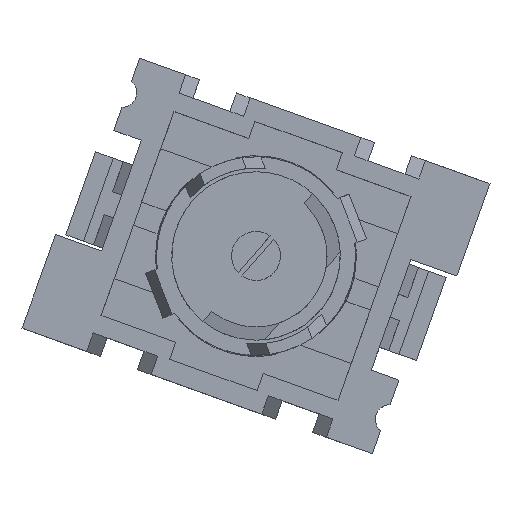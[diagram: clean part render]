
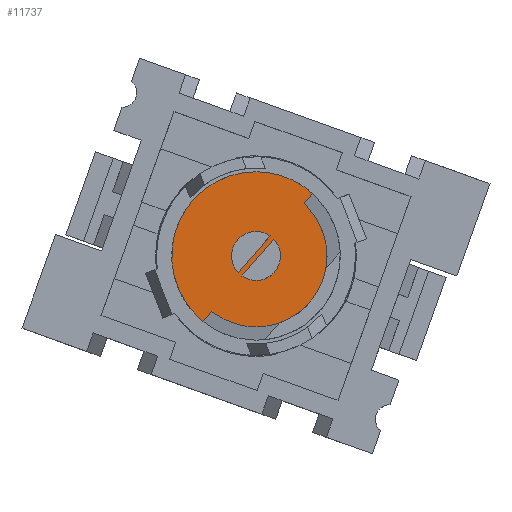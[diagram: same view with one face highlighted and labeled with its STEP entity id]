
A CAD part, top view. The second image highlights one B-rep face of the part: STEP entity #11737.
In plain terms, the highlighted planar face has unit normal (0, 0, 1).
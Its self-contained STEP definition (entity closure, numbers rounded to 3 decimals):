
#170 = VERTEX_POINT ( 'NONE', #10763 ) ;
#293 = VERTEX_POINT ( 'NONE', #7865 ) ;
#643 = VERTEX_POINT ( 'NONE', #7606 ) ;
#871 = DIRECTION ( 'NONE',  ( 0., -1., 0. ) ) ;
#887 = ORIENTED_EDGE ( 'NONE', *, *, #2187, .T. ) ;
#922 = CARTESIAN_POINT ( 'NONE',  ( 0., 0., 16.7 ) ) ;
#931 = LINE ( 'NONE', #3851, #4101 ) ;
#1120 = EDGE_CURVE ( 'NONE', #7454, #643, #7137, .T. ) ;
#1423 = AXIS2_PLACEMENT_3D ( 'NONE', #9550, #7513, #6396 ) ;
#1468 = EDGE_LOOP ( 'NONE', ( #4893, #8715 ) ) ;
#1513 = EDGE_LOOP ( 'NONE', ( #887, #8183, #5965, #3645, #9808, #12735 ) ) ;
#1519 = ORIENTED_EDGE ( 'NONE', *, *, #2242, .T. ) ;
#2049 = DIRECTION ( 'NONE',  ( 0., 0., 1. ) ) ;
#2187 = EDGE_CURVE ( 'NONE', #7454, #170, #5407, .T. ) ;
#2195 = CARTESIAN_POINT ( 'NONE',  ( 4.91, 5.334, 16.7 ) ) ;
#2219 = CARTESIAN_POINT ( 'NONE',  ( 1.431, 2.05, 16.7 ) ) ;
#2242 = EDGE_CURVE ( 'NONE', #10096, #293, #931, .T. ) ;
#2586 = EDGE_CURVE ( 'NONE', #8320, #8345, #9665, .T. ) ;
#2740 = DIRECTION ( 'NONE',  ( 0., 0., -1. ) ) ;
#2747 = DIRECTION ( 'NONE',  ( 0.652, 0.759, 0. ) ) ;
#2870 = CARTESIAN_POINT ( 'NONE',  ( -5.411, -6.684, 16.7 ) ) ;
#3247 = AXIS2_PLACEMENT_3D ( 'NONE', #8626, #2740, #9706 ) ;
#3645 = ORIENTED_EDGE ( 'NONE', *, *, #10542, .T. ) ;
#3680 = LINE ( 'NONE', #7366, #10167 ) ;
#3765 = EDGE_CURVE ( 'NONE', #9280, #12357, #10168, .T. ) ;
#3851 = CARTESIAN_POINT ( 'NONE',  ( -1.431, -2.05, 16.7 ) ) ;
#4101 = VECTOR ( 'NONE', #2747, 1000. ) ;
#4341 = CIRCLE ( 'NONE', #1423, 8.6 ) ;
#4893 = ORIENTED_EDGE ( 'NONE', *, *, #2586, .T. ) ;
#5103 = PLANE ( 'NONE',  #11130 ) ;
#5188 = DIRECTION ( 'NONE',  ( 0., 0., 1. ) ) ;
#5219 = AXIS2_PLACEMENT_3D ( 'NONE', #12036, #7059, #11103 ) ;
#5303 = CARTESIAN_POINT ( 'NONE',  ( 0., 0., 16.7 ) ) ;
#5407 = LINE ( 'NONE', #2870, #13169 ) ;
#5895 = DIRECTION ( 'NONE',  ( 0.652, 0.759, 0. ) ) ;
#5965 = ORIENTED_EDGE ( 'NONE', *, *, #3765, .T. ) ;
#6061 = VERTEX_POINT ( 'NONE', #12088 ) ;
#6170 = EDGE_CURVE ( 'NONE', #643, #11246, #4341, .T. ) ;
#6245 = DIRECTION ( 'NONE',  ( 1., 0., 0. ) ) ;
#6396 = DIRECTION ( 'NONE',  ( 0., 1., 0. ) ) ;
#6407 = DIRECTION ( 'NONE',  ( 0., 0., 1. ) ) ;
#6584 = FACE_BOUND ( 'NONE', #7997, .T. ) ;
#6781 = CARTESIAN_POINT ( 'NONE',  ( -1.431, -2.05, 16.7 ) ) ;
#7059 = DIRECTION ( 'NONE',  ( 0., 0., -1. ) ) ;
#7137 = CIRCLE ( 'NONE', #5219, 8.6 ) ;
#7167 = CARTESIAN_POINT ( 'NONE',  ( -1.81, -1.724, 16.7 ) ) ;
#7294 = CIRCLE ( 'NONE', #8616, 2.5 ) ;
#7366 = CARTESIAN_POINT ( 'NONE',  ( 4.91, 5.334, 16.7 ) ) ;
#7382 = DIRECTION ( 'NONE',  ( 0., -1., 0. ) ) ;
#7454 = VERTEX_POINT ( 'NONE', #12432 ) ;
#7471 = CARTESIAN_POINT ( 'NONE',  ( 5.79, 6.359, 16.7 ) ) ;
#7513 = DIRECTION ( 'NONE',  ( 0., 0., -1. ) ) ;
#7554 = AXIS2_PLACEMENT_3D ( 'NONE', #5303, #6407, #8416 ) ;
#7606 = CARTESIAN_POINT ( 'NONE',  ( 0., 8.6, 16.7 ) ) ;
#7834 = DIRECTION ( 'NONE',  ( -0.652, -0.759, 0. ) ) ;
#7865 = CARTESIAN_POINT ( 'NONE',  ( 1.81, 1.724, 16.7 ) ) ;
#7997 = EDGE_LOOP ( 'NONE', ( #1519, #11690, #9560 ) ) ;
#8008 = FACE_BOUND ( 'NONE', #1468, .T. ) ;
#8171 = DIRECTION ( 'NONE',  ( 0., -1., 0. ) ) ;
#8183 = ORIENTED_EDGE ( 'NONE', *, *, #10692, .T. ) ;
#8320 = VERTEX_POINT ( 'NONE', #7167 ) ;
#8345 = VERTEX_POINT ( 'NONE', #2219 ) ;
#8416 = DIRECTION ( 'NONE',  ( 0., -1., 0. ) ) ;
#8616 = AXIS2_PLACEMENT_3D ( 'NONE', #9277, #11282, #8171 ) ;
#8626 = CARTESIAN_POINT ( 'NONE',  ( 0., 0., 16.7 ) ) ;
#8715 = ORIENTED_EDGE ( 'NONE', *, *, #8916, .T. ) ;
#8754 = EDGE_CURVE ( 'NONE', #6061, #10096, #7294, .T. ) ;
#8916 = EDGE_CURVE ( 'NONE', #8345, #8320, #10632, .T. ) ;
#9277 = CARTESIAN_POINT ( 'NONE',  ( 0., 0., 16.7 ) ) ;
#9280 = VERTEX_POINT ( 'NONE', #11823 ) ;
#9377 = CARTESIAN_POINT ( 'NONE',  ( 0., 0., 16.7 ) ) ;
#9393 = AXIS2_PLACEMENT_3D ( 'NONE', #9377, #10489, #7382 ) ;
#9550 = CARTESIAN_POINT ( 'NONE',  ( 0., 0., 16.7 ) ) ;
#9560 = ORIENTED_EDGE ( 'NONE', *, *, #8754, .T. ) ;
#9665 = CIRCLE ( 'NONE', #3247, 2.5 ) ;
#9669 = AXIS2_PLACEMENT_3D ( 'NONE', #922, #2049, #871 ) ;
#9706 = DIRECTION ( 'NONE',  ( 0., -1., 0. ) ) ;
#9714 = EDGE_CURVE ( 'NONE', #293, #6061, #10604, .T. ) ;
#9808 = ORIENTED_EDGE ( 'NONE', *, *, #6170, .F. ) ;
#9960 = CARTESIAN_POINT ( 'NONE',  ( 1.431, 2.05, 16.7 ) ) ;
#10096 = VERTEX_POINT ( 'NONE', #6781 ) ;
#10167 = VECTOR ( 'NONE', #12517, 1000. ) ;
#10168 = CIRCLE ( 'NONE', #9669, 7.25 ) ;
#10489 = DIRECTION ( 'NONE',  ( 0., 0., -1. ) ) ;
#10496 = CIRCLE ( 'NONE', #7554, 7.25 ) ;
#10542 = EDGE_CURVE ( 'NONE', #12357, #11246, #3680, .T. ) ;
#10604 = CIRCLE ( 'NONE', #9393, 2.5 ) ;
#10632 = LINE ( 'NONE', #9960, #12857 ) ;
#10692 = EDGE_CURVE ( 'NONE', #170, #9280, #10496, .T. ) ;
#10763 = CARTESIAN_POINT ( 'NONE',  ( -4.531, -5.66, 16.7 ) ) ;
#11103 = DIRECTION ( 'NONE',  ( 0., 1., 0. ) ) ;
#11130 = AXIS2_PLACEMENT_3D ( 'NONE', #11258, #5188, #6245 ) ;
#11246 = VERTEX_POINT ( 'NONE', #7471 ) ;
#11258 = CARTESIAN_POINT ( 'NONE',  ( 12.419, 14.461, 16.7 ) ) ;
#11282 = DIRECTION ( 'NONE',  ( 0., 0., -1. ) ) ;
#11690 = ORIENTED_EDGE ( 'NONE', *, *, #9714, .T. ) ;
#11737 = ADVANCED_FACE ( 'NONE', ( #6584, #12622, #8008 ), #5103, .T. ) ;
#11823 = CARTESIAN_POINT ( 'NONE',  ( 0., -7.25, 16.7 ) ) ;
#12036 = CARTESIAN_POINT ( 'NONE',  ( 0., 0., 16.7 ) ) ;
#12088 = CARTESIAN_POINT ( 'NONE',  ( 0., -2.5, 16.7 ) ) ;
#12357 = VERTEX_POINT ( 'NONE', #2195 ) ;
#12432 = CARTESIAN_POINT ( 'NONE',  ( -5.411, -6.684, 16.7 ) ) ;
#12517 = DIRECTION ( 'NONE',  ( 0.652, 0.759, 0. ) ) ;
#12622 = FACE_OUTER_BOUND ( 'NONE', #1513, .T. ) ;
#12735 = ORIENTED_EDGE ( 'NONE', *, *, #1120, .F. ) ;
#12857 = VECTOR ( 'NONE', #7834, 1000. ) ;
#13169 = VECTOR ( 'NONE', #5895, 1000. ) ;
